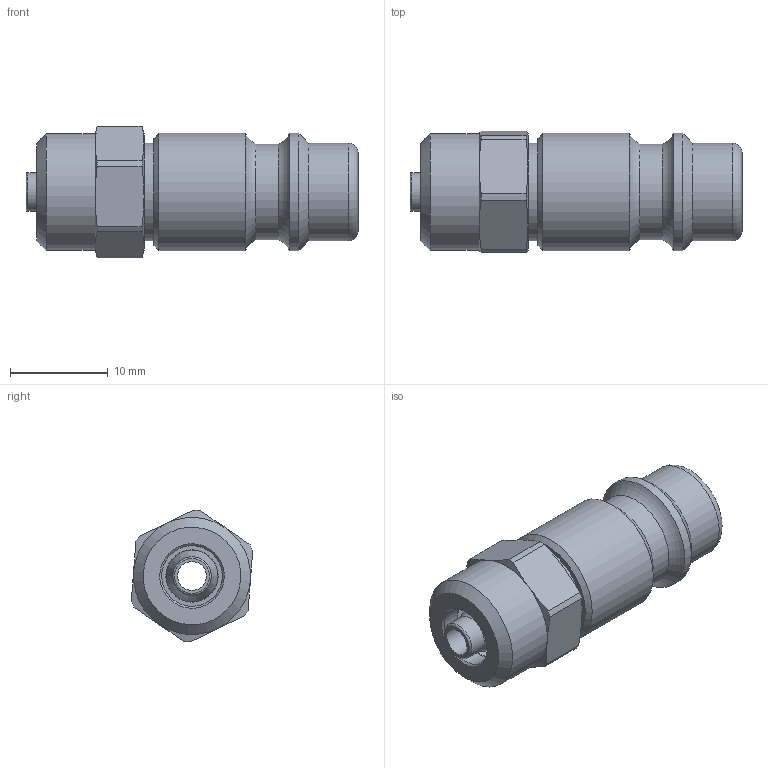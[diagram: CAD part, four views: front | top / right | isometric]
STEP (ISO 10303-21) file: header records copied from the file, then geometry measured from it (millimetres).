
FILE_DESCRIPTION((''),'2;1');
FILE_NAME('26sfko06mxx.stp','2013-06-04T14:49:17',('IA176480'),(''),'Autodesk Inventor 2011','Autodesk Inventor 2011','');
FILE_SCHEMA(('AUTOMOTIVE_DESIGN { 1 0 10303 214 1 1 1 1 }'));
Length unit declared in the file: millimetre
Products named in the file (3): D102974; D102973; D102670
Assembly tree (2 placements, depth 2):
  D102974
    D102973
    D102670
Bounding box: 34 x 12.44 x 13.49 mm (x, y, z)
Volume: 2252.6 mm3; surface area: 2636.8 mm2
Topology: 2 solids, 2 shells, 60 faces, 124 edges, 71 vertices
Faces by surface type: cone 22, cylinder 19, plane 13, torus 6
Full cylindrical faces by diameter (mm): 2.95 x1, 3.95 x1, 4.6 x1, 6.2 x1, 7.85 x1, 8.6 x1, 8.92 x1, 9.75 x1, 10 x2, 12 x3
Entity records: 1497 total; most frequent: CARTESIAN_POINT 279, DIRECTION 260, ORIENTED_EDGE 190, AXIS2_PLACEMENT_3D 124, EDGE_LOOP 96, EDGE_CURVE 95, VERTEX_POINT 71, FACE_OUTER_BOUND 60
